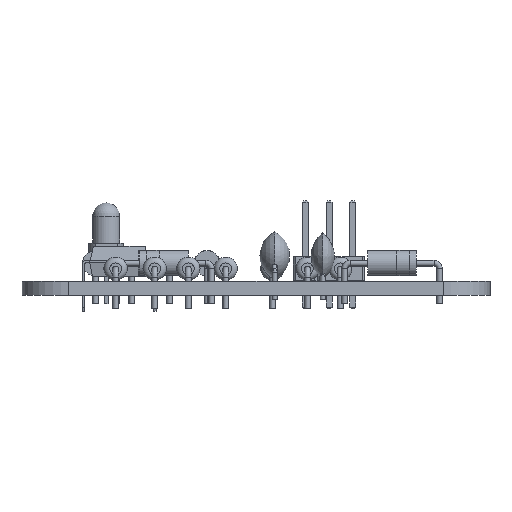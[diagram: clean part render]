
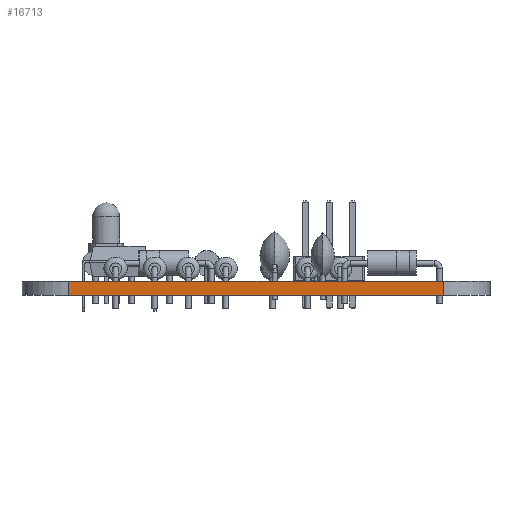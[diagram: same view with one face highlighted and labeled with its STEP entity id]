
A CAD part, left-side view. The second image highlights one B-rep face of the part: STEP entity #16713.
In plain terms, the highlighted planar face has unit normal (-1, 0, 0).
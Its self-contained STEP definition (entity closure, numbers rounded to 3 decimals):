
#14932 = VERTEX_POINT('',#14933);
#14933 = CARTESIAN_POINT('',(52.454,-54.899,0.));
#14940 = EDGE_CURVE('',#14941,#14932,#14943,.T.);
#14941 = VERTEX_POINT('',#14942);
#14942 = CARTESIAN_POINT('',(52.454,-94.899,0.));
#14943 = LINE('',#14944,#14945);
#14944 = CARTESIAN_POINT('',(52.454,-94.899,0.));
#14945 = VECTOR('',#14946,1.);
#14946 = DIRECTION('',(0.,1.,0.));
#15809 = VERTEX_POINT('',#15810);
#15810 = CARTESIAN_POINT('',(52.454,-54.899,1.51));
#15817 = EDGE_CURVE('',#15818,#15809,#15820,.T.);
#15818 = VERTEX_POINT('',#15819);
#15819 = CARTESIAN_POINT('',(52.454,-94.899,1.51));
#15820 = LINE('',#15821,#15822);
#15821 = CARTESIAN_POINT('',(52.454,-94.899,1.51));
#15822 = VECTOR('',#15823,1.);
#15823 = DIRECTION('',(0.,1.,0.));
#16683 = EDGE_CURVE('',#14932,#15809,#16684,.T.);
#16684 = LINE('',#16685,#16686);
#16685 = CARTESIAN_POINT('',(52.454,-54.899,0.));
#16686 = VECTOR('',#16687,1.);
#16687 = DIRECTION('',(0.,0.,1.));
#16713 = ADVANCED_FACE('',(#16714),#16725,.T.);
#16714 = FACE_BOUND('',#16715,.T.);
#16715 = EDGE_LOOP('',(#16716,#16722,#16723,#16724));
#16716 = ORIENTED_EDGE('',*,*,#16717,.T.);
#16717 = EDGE_CURVE('',#14941,#15818,#16718,.T.);
#16718 = LINE('',#16719,#16720);
#16719 = CARTESIAN_POINT('',(52.454,-94.899,0.));
#16720 = VECTOR('',#16721,1.);
#16721 = DIRECTION('',(0.,0.,1.));
#16722 = ORIENTED_EDGE('',*,*,#15817,.T.);
#16723 = ORIENTED_EDGE('',*,*,#16683,.F.);
#16724 = ORIENTED_EDGE('',*,*,#14940,.F.);
#16725 = PLANE('',#16726);
#16726 = AXIS2_PLACEMENT_3D('',#16727,#16728,#16729);
#16727 = CARTESIAN_POINT('',(52.454,-94.899,0.));
#16728 = DIRECTION('',(-1.,0.,0.));
#16729 = DIRECTION('',(0.,1.,0.));
